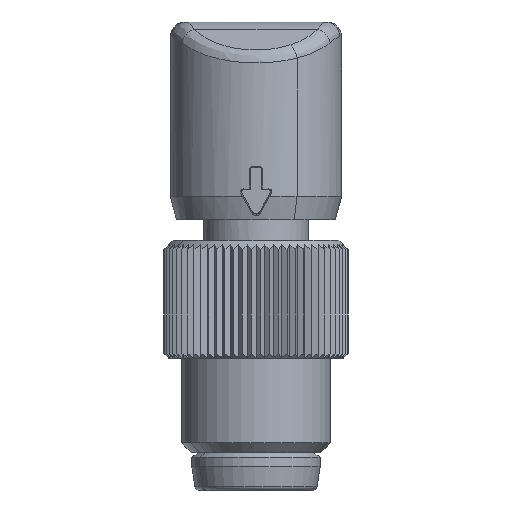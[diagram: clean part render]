
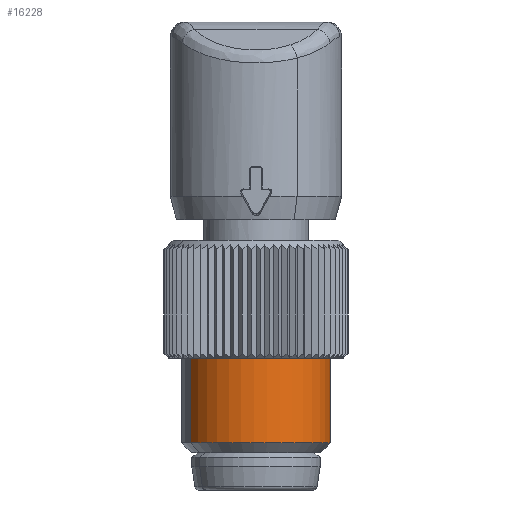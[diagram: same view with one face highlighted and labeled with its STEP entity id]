
A CAD part, front view. The second image highlights one B-rep face of the part: STEP entity #16228.
In plain terms, the highlighted cylindrical face has radius 4 mm (diameter 8 mm), a partial arc.
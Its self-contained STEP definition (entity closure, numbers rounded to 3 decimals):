
#11518=AXIS2_PLACEMENT_3D('Circle Axis2P3D',#11516,#11517,$) ;
#16189=AXIS2_PLACEMENT_3D('Cylinder Axis2P3D',#16186,#16187,#16188) ;
#16219=AXIS2_PLACEMENT_3D('Circle Axis2P3D',#16217,#16218,$) ;
#11516=CARTESIAN_POINT('Axis2P3D Location',(4.948,4.948,7.055)) ;
#11520=CARTESIAN_POINT('Vertex',(1.437,3.03,7.055)) ;
#11522=CARTESIAN_POINT('Vertex',(8.458,6.865,7.055)) ;
#16186=CARTESIAN_POINT('Axis2P3D Location',(4.948,4.948,7.702)) ;
#16191=CARTESIAN_POINT('Line Origine',(8.458,6.865,4.794)) ;
#16195=CARTESIAN_POINT('Vertex',(8.458,6.865,2.533)) ;
#16202=CARTESIAN_POINT('Vertex',(1.437,3.03,2.533)) ;
#16205=CARTESIAN_POINT('Line Origine',(1.437,3.03,4.794)) ;
#16217=CARTESIAN_POINT('Axis2P3D Location',(4.948,4.948,2.533)) ;
#11517=DIRECTION('Axis2P3D Direction',(0.,0.,1.)) ;
#16187=DIRECTION('Axis2P3D Direction',(0.,0.,1.)) ;
#16188=DIRECTION('Axis2P3D XDirection',(0.878,0.479,0.)) ;
#16192=DIRECTION('Vector Direction',(0.,0.,1.)) ;
#16206=DIRECTION('Vector Direction',(0.,0.,1.)) ;
#16218=DIRECTION('Axis2P3D Direction',(0.,0.,1.)) ;
#16193=VECTOR('Line Direction',#16192,1.) ;
#16207=VECTOR('Line Direction',#16206,1.) ;
#16223=ORIENTED_EDGE('',*,*,#11524,.F.) ;
#16224=ORIENTED_EDGE('',*,*,#16209,.T.) ;
#16225=ORIENTED_EDGE('',*,*,#16221,.T.) ;
#16226=ORIENTED_EDGE('',*,*,#16197,.F.) ;
#16228=ADVANCED_FACE('Hauptkoerper',(#16227),#16190,.T.) ;
#11519=CIRCLE('generated circle',#11518,4.) ;
#16220=CIRCLE('generated circle',#16219,4.) ;
#16190=CYLINDRICAL_SURFACE('generated cylinder',#16189,4.) ;
#11524=EDGE_CURVE('',#11521,#11523,#11519,.T.) ;
#16197=EDGE_CURVE('',#11523,#16196,#16194,.F.) ;
#16209=EDGE_CURVE('',#11521,#16203,#16208,.F.) ;
#16221=EDGE_CURVE('',#16203,#16196,#16220,.T.) ;
#16222=EDGE_LOOP('',(#16223,#16224,#16225,#16226)) ;
#16227=FACE_OUTER_BOUND('',#16222,.T.) ;
#16194=LINE('Line',#16191,#16193) ;
#16208=LINE('Line',#16205,#16207) ;
#11521=VERTEX_POINT('',#11520) ;
#11523=VERTEX_POINT('',#11522) ;
#16196=VERTEX_POINT('',#16195) ;
#16203=VERTEX_POINT('',#16202) ;
